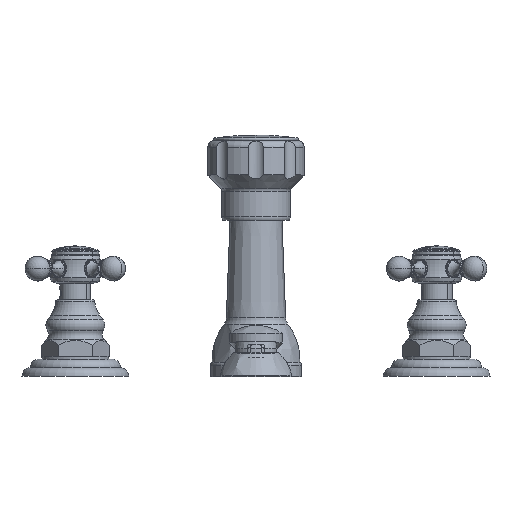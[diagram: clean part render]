
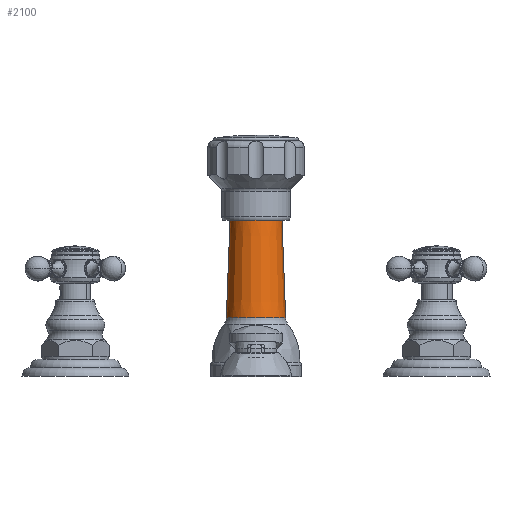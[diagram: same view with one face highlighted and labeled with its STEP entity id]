
A CAD part, top view. The second image highlights one B-rep face of the part: STEP entity #2100.
In plain terms, the highlighted conical face has half-angle 2.15 degrees and reference radius 15.652 mm.
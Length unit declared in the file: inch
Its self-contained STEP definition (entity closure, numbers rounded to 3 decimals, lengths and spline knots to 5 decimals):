
#1345=CARTESIAN_POINT('',(0.,3.468,-9.));
#1346=DIRECTION('',(0.,-1.,0.));
#1347=DIRECTION('',(1.,0.,0.));
#1348=AXIS2_PLACEMENT_3D('',#1345,#1346,#1347);
#1355=DIRECTION('',(0.038,0.999,0.));
#1356=VECTOR('',#1355,2.16618);
#1357=CARTESIAN_POINT('',(-0.65687,1.30334,
-9.));
#1358=LINE('',#1357,#1356);
#1359=DIRECTION('',(-0.038,0.999,0.));
#1360=VECTOR('',#1359,2.16618);
#1361=CARTESIAN_POINT('',(0.65687,1.30334,
-9.));
#1362=LINE('',#1361,#1360);
#1378=CARTESIAN_POINT('',(0.,1.30334,-9.));
#1379=DIRECTION('',(0.,-1.,0.));
#1380=DIRECTION('',(1.,0.,0.));
#1381=AXIS2_PLACEMENT_3D('',#1378,#1379,#1380);
#1473=CARTESIAN_POINT('',(-0.65687,1.30334,-9.));
#1474=CARTESIAN_POINT('',(0.65687,1.30334,-9.));
#1475=VERTEX_POINT('',#1473);
#1476=VERTEX_POINT('',#1474);
#1567=CARTESIAN_POINT('',(0.57559,3.468,-9.));
#1568=CARTESIAN_POINT('',(-0.57559,3.468,-9.));
#1569=VERTEX_POINT('',#1567);
#1570=VERTEX_POINT('',#1568);
#2086=CARTESIAN_POINT('',(0.,2.38567,-9.));
#2087=DIRECTION('',(0.,-1.,0.));
#2088=DIRECTION('',(-1.,0.,0.));
#2089=AXIS2_PLACEMENT_3D('',#2086,#2087,#2088);
#2090=CONICAL_SURFACE('',#2089,0.61623,2.15);
#2091=ORIENTED_EDGE('',*,*,#2079,.F.);
#2093=ORIENTED_EDGE('',*,*,#2092,.F.);
#2095=ORIENTED_EDGE('',*,*,#2094,.T.);
#2097=ORIENTED_EDGE('',*,*,#2096,.T.);
#2098=EDGE_LOOP('',(#2091,#2093,#2095,#2097));
#2099=FACE_OUTER_BOUND('',#2098,.F.);
#2100=ADVANCED_FACE('',(#2099),#2090,.T.);
#1349=CIRCLE('',#1348,0.57559);
#1382=CIRCLE('',#1381,0.65687);
#2079=EDGE_CURVE('',#1569,#1570,#1349,.T.);
#2092=EDGE_CURVE('',#1476,#1569,#1362,.T.);
#2094=EDGE_CURVE('',#1476,#1475,#1382,.T.);
#2096=EDGE_CURVE('',#1475,#1570,#1358,.T.);
